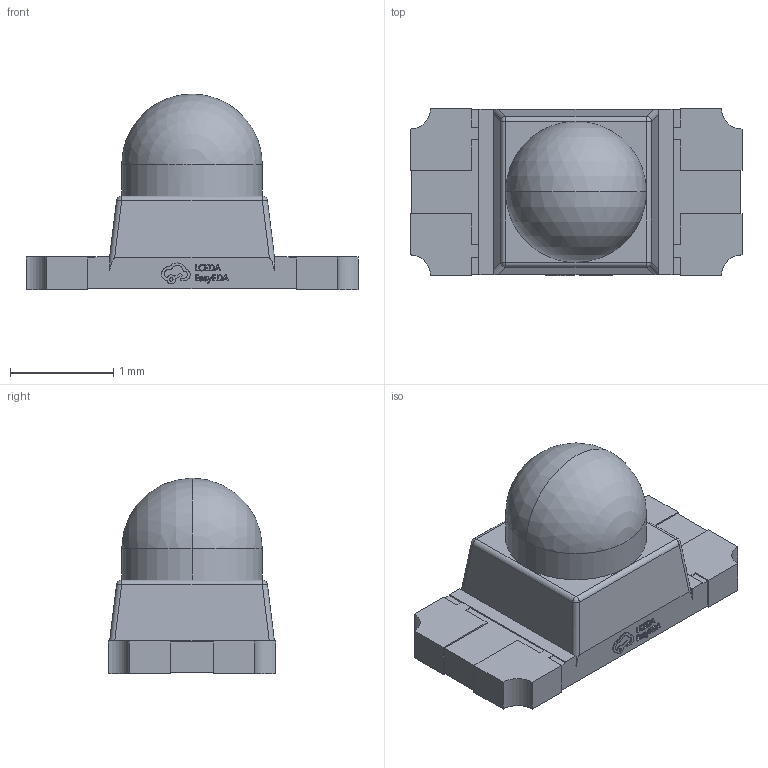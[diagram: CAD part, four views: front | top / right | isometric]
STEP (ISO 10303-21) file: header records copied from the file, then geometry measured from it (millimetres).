
FILE_DESCRIPTION (( 'STEP AP214' ), '1' );
FILE_NAME ('LED-SMD_4P-L3.2-W1.6-H1.9.step', '2022-07-08T12:11:37', ( '' ), ( '' ), 'SwSTEP 2.0', 'SolidWorks 2020', '' );
FILE_SCHEMA (( 'AUTOMOTIVE_DESIGN' ));
Length unit declared in the file: millimetre
Products named in the file (1): LED-SMD_4P-L3.2-W1.6-H1.9
Bounding box: 3.22 x 1.62 x 1.9 mm (x, y, z)
Volume: 4.1 mm3; surface area: 19.1 mm2
Topology: 1 solids, 1 shells, 376 faces, 1025 edges, 677 vertices
Faces by surface type: plane 244, bspline 112, cylinder 14, sphere 6
Entity records: 16931 total; most frequent: CARTESIAN_POINT 4207, ORIENTED_EDGE 2050, DIRECTION 1347, EDGE_CURVE 1025, VECTOR 761, LINE 761, VERTEX_POINT 677, EDGE_LOOP 402
